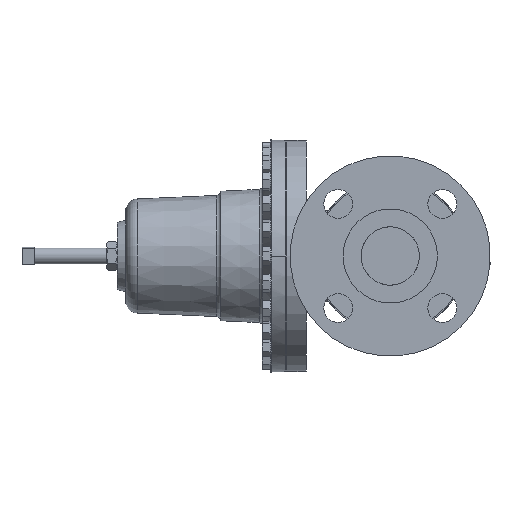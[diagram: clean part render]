
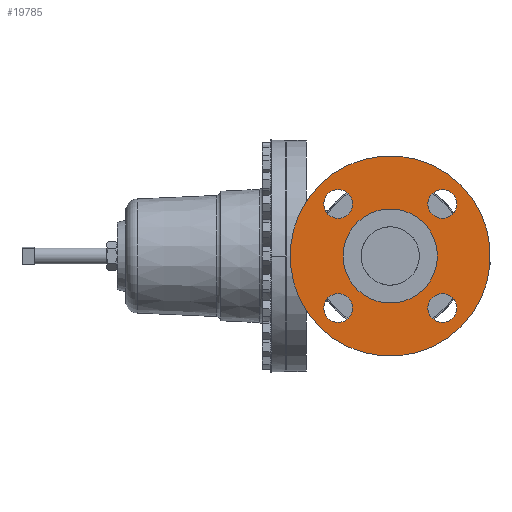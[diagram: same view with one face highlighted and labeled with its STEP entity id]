
A CAD part, left-side view. The second image highlights one B-rep face of the part: STEP entity #19785.
In plain terms, the highlighted planar face has unit normal (-1, 0, 0).
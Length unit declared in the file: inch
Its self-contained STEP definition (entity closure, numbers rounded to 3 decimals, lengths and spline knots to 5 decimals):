
#19 = FACE_BOUND ( 'NONE', #26043, .T. ) ;
#246 = CIRCLE ( 'NONE', #5592, 0.44 ) ;
#511 = DIRECTION ( 'NONE',  ( -1., 0., 0. ) ) ;
#985 = DIRECTION ( 'NONE',  ( 0., -0.707, 0.707 ) ) ;
#1188 = DIRECTION ( 'NONE',  ( 0., -0.707, 0.707 ) ) ;
#1239 = DIRECTION ( 'NONE',  ( 0., -0.707, 0.707 ) ) ;
#1290 = CARTESIAN_POINT ( 'NONE',  ( -5.32983, 1.01823, -1.01823 ) ) ;
#1315 = FACE_BOUND ( 'NONE', #9574, .T. ) ;
#2239 = AXIS2_PLACEMENT_3D ( 'NONE', #7347, #19469, #1239 ) ;
#2246 = VERTEX_POINT ( 'NONE', #9858 ) ;
#2613 = ORIENTED_EDGE ( 'NONE', *, *, #25625, .T. ) ;
#2862 = VERTEX_POINT ( 'NONE', #8450 ) ;
#2971 = EDGE_LOOP ( 'NONE', ( #14182, #2613 ) ) ;
#3940 = CARTESIAN_POINT ( 'NONE',  ( -5.32983, 1.90212, 1.90212 ) ) ;
#4333 = PLANE ( 'NONE',  #22691 ) ;
#4436 = DIRECTION ( 'NONE',  ( -1., 0., 0. ) ) ;
#4445 = ORIENTED_EDGE ( 'NONE', *, *, #15641, .F. ) ;
#4502 = CIRCLE ( 'NONE', #22321, 0.44 ) ;
#4973 = CIRCLE ( 'NONE', #13045, 0.44 ) ;
#5169 = ORIENTED_EDGE ( 'NONE', *, *, #18173, .F. ) ;
#5347 = EDGE_LOOP ( 'NONE', ( #5987, #23227 ) ) ;
#5592 = AXIS2_PLACEMENT_3D ( 'NONE', #9387, #7494, #1188 ) ;
#5987 = ORIENTED_EDGE ( 'NONE', *, *, #11735, .F. ) ;
#6110 = CARTESIAN_POINT ( 'NONE',  ( -5.32983, 1.27986, -1.27986 ) ) ;
#6120 = FACE_BOUND ( 'NONE', #11943, .T. ) ;
#6345 = VERTEX_POINT ( 'NONE', #11951 ) ;
#6362 = ORIENTED_EDGE ( 'NONE', *, *, #9571, .F. ) ;
#6378 = CARTESIAN_POINT ( 'NONE',  ( -5.32983, 1.01823, 1.01823 ) ) ;
#6763 = FACE_OUTER_BOUND ( 'NONE', #2971, .T. ) ;
#6800 = CIRCLE ( 'NONE', #6918, 0.44 ) ;
#6856 = VERTEX_POINT ( 'NONE', #10647 ) ;
#6918 = AXIS2_PLACEMENT_3D ( 'NONE', #9061, #21660, #17303 ) ;
#7347 = CARTESIAN_POINT ( 'NONE',  ( -5.32983, 0., 0. ) ) ;
#7456 = DIRECTION ( 'NONE',  ( 0., 0.707, 0.707 ) ) ;
#7494 = DIRECTION ( 'NONE',  ( -1., 0., 0. ) ) ;
#7632 = CIRCLE ( 'NONE', #8875, 0.44 ) ;
#7815 = CARTESIAN_POINT ( 'NONE',  ( -5.32983, 1.59099, 1.59099 ) ) ;
#8042 = VERTEX_POINT ( 'NONE', #24037 ) ;
#8324 = ORIENTED_EDGE ( 'NONE', *, *, #22490, .F. ) ;
#8450 = CARTESIAN_POINT ( 'NONE',  ( -5.32983, -1.90212, -1.90212 ) ) ;
#8714 = CARTESIAN_POINT ( 'NONE',  ( -5.32983, -1.90212, 1.90212 ) ) ;
#8875 = AXIS2_PLACEMENT_3D ( 'NONE', #22981, #12918, #10856 ) ;
#8918 = EDGE_CURVE ( 'NONE', #8042, #17060, #6800, .T. ) ;
#9061 = CARTESIAN_POINT ( 'NONE',  ( -5.32983, 1.59099, -1.59099 ) ) ;
#9094 = DIRECTION ( 'NONE',  ( -1., 0., 0. ) ) ;
#9387 = CARTESIAN_POINT ( 'NONE',  ( -5.32983, -1.59099, 1.59099 ) ) ;
#9571 = EDGE_CURVE ( 'NONE', #6856, #2862, #4502, .T. ) ;
#9574 = EDGE_LOOP ( 'NONE', ( #14304, #8324 ) ) ;
#9700 = VERTEX_POINT ( 'NONE', #1290 ) ;
#9777 = CIRCLE ( 'NONE', #24880, 0.44 ) ;
#9858 = CARTESIAN_POINT ( 'NONE',  ( -5.32983, -1.01823, 1.01823 ) ) ;
#9893 = DIRECTION ( 'NONE',  ( -1., 0., 0. ) ) ;
#10342 = DIRECTION ( 'NONE',  ( 0., -0.707, -0.707 ) ) ;
#10647 = CARTESIAN_POINT ( 'NONE',  ( -5.32983, -1.27986, -1.27986 ) ) ;
#10814 = AXIS2_PLACEMENT_3D ( 'NONE', #19393, #9094, #985 ) ;
#10856 = DIRECTION ( 'NONE',  ( 0., 0.707, -0.707 ) ) ;
#11416 = CIRCLE ( 'NONE', #19051, 0.44 ) ;
#11473 = DIRECTION ( 'NONE',  ( 0., -0.707, 0.707 ) ) ;
#11735 = EDGE_CURVE ( 'NONE', #2246, #9700, #17172, .T. ) ;
#11943 = EDGE_LOOP ( 'NONE', ( #14112, #5169 ) ) ;
#11951 = CARTESIAN_POINT ( 'NONE',  ( -5.32983, 2.16375, -2.16375 ) ) ;
#12728 = VERTEX_POINT ( 'NONE', #8714 ) ;
#12918 = DIRECTION ( 'NONE',  ( -1., 0., 0. ) ) ;
#12986 = EDGE_CURVE ( 'NONE', #22221, #20224, #19877, .T. ) ;
#13045 = AXIS2_PLACEMENT_3D ( 'NONE', #14216, #14473, #10342 ) ;
#13738 = EDGE_CURVE ( 'NONE', #12728, #20352, #246, .T. ) ;
#14112 = ORIENTED_EDGE ( 'NONE', *, *, #13738, .F. ) ;
#14182 = ORIENTED_EDGE ( 'NONE', *, *, #18869, .T. ) ;
#14216 = CARTESIAN_POINT ( 'NONE',  ( -5.32983, -1.59099, -1.59099 ) ) ;
#14304 = ORIENTED_EDGE ( 'NONE', *, *, #8918, .F. ) ;
#14473 = DIRECTION ( 'NONE',  ( -1., 0., 0. ) ) ;
#14907 = DIRECTION ( 'NONE',  ( 0., -0.707, 0.707 ) ) ;
#15142 = FACE_BOUND ( 'NONE', #19324, .T. ) ;
#15149 = EDGE_CURVE ( 'NONE', #9700, #2246, #17218, .T. ) ;
#15249 = DIRECTION ( 'NONE',  ( 0., -0.707, -0.707 ) ) ;
#15361 = EDGE_CURVE ( 'NONE', #2862, #6856, #4973, .T. ) ;
#15415 = CARTESIAN_POINT ( 'NONE',  ( -5.32983, -2.16375, 2.16375 ) ) ;
#15641 = EDGE_CURVE ( 'NONE', #20224, #22221, #11416, .T. ) ;
#16483 = DIRECTION ( 'NONE',  ( 1., 0., 0. ) ) ;
#16767 = CARTESIAN_POINT ( 'NONE',  ( -5.32983, 0., 0. ) ) ;
#16878 = AXIS2_PLACEMENT_3D ( 'NONE', #20510, #511, #14907 ) ;
#17060 = VERTEX_POINT ( 'NONE', #6110 ) ;
#17172 = CIRCLE ( 'NONE', #16878, 1.44 ) ;
#17218 = CIRCLE ( 'NONE', #10814, 1.44 ) ;
#17303 = DIRECTION ( 'NONE',  ( 0., 0.707, -0.707 ) ) ;
#17395 = VERTEX_POINT ( 'NONE', #15415 ) ;
#17473 = DIRECTION ( 'NONE',  ( -1., 0., 0. ) ) ;
#17487 = CARTESIAN_POINT ( 'NONE',  ( -5.32983, 1.59099, 1.59099 ) ) ;
#18173 = EDGE_CURVE ( 'NONE', #20352, #12728, #9777, .T. ) ;
#18403 = CARTESIAN_POINT ( 'NONE',  ( -5.32983, 1.27986, 1.27986 ) ) ;
#18422 = AXIS2_PLACEMENT_3D ( 'NONE', #7815, #9893, #7456 ) ;
#18578 = CARTESIAN_POINT ( 'NONE',  ( -5.32983, -1.27986, 1.27986 ) ) ;
#18807 = DIRECTION ( 'NONE',  ( 0., -0.707, 0.707 ) ) ;
#18869 = EDGE_CURVE ( 'NONE', #17395, #6345, #20286, .T. ) ;
#19051 = AXIS2_PLACEMENT_3D ( 'NONE', #17487, #23528, #21460 ) ;
#19324 = EDGE_LOOP ( 'NONE', ( #20280, #4445 ) ) ;
#19393 = CARTESIAN_POINT ( 'NONE',  ( -5.32983, 0., 0. ) ) ;
#19469 = DIRECTION ( 'NONE',  ( -1., 0., 0. ) ) ;
#19618 = ORIENTED_EDGE ( 'NONE', *, *, #15361, .F. ) ;
#19628 = FACE_BOUND ( 'NONE', #5347, .T. ) ;
#19635 = CARTESIAN_POINT ( 'NONE',  ( -5.32983, -1.59099, 1.59099 ) ) ;
#19785 = ADVANCED_FACE ( 'NONE', ( #19, #1315, #15142, #6120, #19628, #6763 ), #4333, .F. ) ;
#19877 = CIRCLE ( 'NONE', #18422, 0.44 ) ;
#20224 = VERTEX_POINT ( 'NONE', #18403 ) ;
#20280 = ORIENTED_EDGE ( 'NONE', *, *, #12986, .F. ) ;
#20286 = CIRCLE ( 'NONE', #2239, 3.06 ) ;
#20352 = VERTEX_POINT ( 'NONE', #18578 ) ;
#20510 = CARTESIAN_POINT ( 'NONE',  ( -5.32983, 0., 0. ) ) ;
#21460 = DIRECTION ( 'NONE',  ( 0., 0.707, 0.707 ) ) ;
#21660 = DIRECTION ( 'NONE',  ( -1., 0., 0. ) ) ;
#22221 = VERTEX_POINT ( 'NONE', #3940 ) ;
#22321 = AXIS2_PLACEMENT_3D ( 'NONE', #23241, #17473, #15249 ) ;
#22490 = EDGE_CURVE ( 'NONE', #17060, #8042, #7632, .T. ) ;
#22526 = DIRECTION ( 'NONE',  ( 0., 0.707, -0.707 ) ) ;
#22691 = AXIS2_PLACEMENT_3D ( 'NONE', #6378, #16483, #22526 ) ;
#22981 = CARTESIAN_POINT ( 'NONE',  ( -5.32983, 1.59099, -1.59099 ) ) ;
#23227 = ORIENTED_EDGE ( 'NONE', *, *, #15149, .F. ) ;
#23238 = AXIS2_PLACEMENT_3D ( 'NONE', #16767, #4436, #18807 ) ;
#23241 = CARTESIAN_POINT ( 'NONE',  ( -5.32983, -1.59099, -1.59099 ) ) ;
#23528 = DIRECTION ( 'NONE',  ( -1., 0., 0. ) ) ;
#23713 = DIRECTION ( 'NONE',  ( -1., 0., 0. ) ) ;
#24037 = CARTESIAN_POINT ( 'NONE',  ( -5.32983, 1.90212, -1.90212 ) ) ;
#24880 = AXIS2_PLACEMENT_3D ( 'NONE', #19635, #23713, #11473 ) ;
#25098 = CIRCLE ( 'NONE', #23238, 3.06 ) ;
#25625 = EDGE_CURVE ( 'NONE', #6345, #17395, #25098, .T. ) ;
#26043 = EDGE_LOOP ( 'NONE', ( #19618, #6362 ) ) ;
